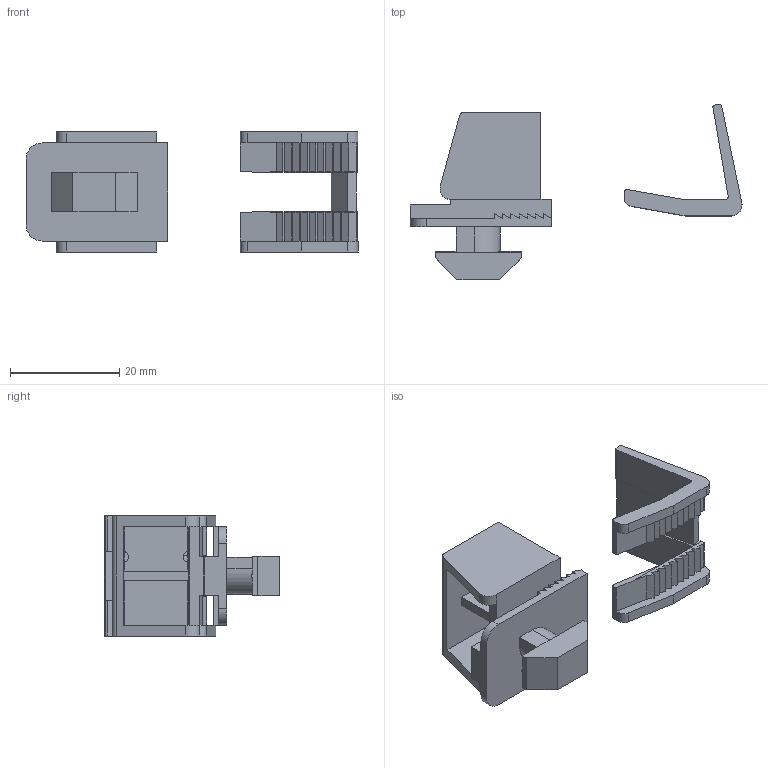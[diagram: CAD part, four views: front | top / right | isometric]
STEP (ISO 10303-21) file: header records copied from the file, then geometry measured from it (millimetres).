
FILE_DESCRIPTION(/* description */ ('KriTec Klemm-Multiblock 8 PA'),/* implementation_level */ '2;1');
FILE_NAME(/* name */ '22595_KriTec Klemm_Multiblock_8_PA.stp',/* time_stamp */ '2019-12-12T13:16:03+01:00',/* author */ ('Steiner'),/* organization */ (''),/* preprocessor_version */ 'ST-DEVELOPER v17',/* originating_system */ 'Autodesk Inventor 2018',/* authorisation */ ' ');
FILE_SCHEMA (('AUTOMOTIVE_DESIGN { 1 0 10303 214 3 1 1 }'));
Length unit declared in the file: millimetre
Products named in the file (3): 22595; KriTec Klemm-Multiblock 8 PA_1; KriTec Klemm-Multiblock 8 PA_2
Assembly tree (2 placements, depth 2):
  22595
    KriTec Klemm-Multiblock 8 PA_1
    KriTec Klemm-Multiblock 8 PA_2
Bounding box: 60.85 x 32.15 x 22 mm (x, y, z)
Volume: 5982.4 mm3; surface area: 6432.3 mm2
Topology: 2 solids, 2 shells, 187 faces, 542 edges, 358 vertices
Faces by surface type: plane 157, cylinder 30
Full cylindrical faces by diameter (mm): 2 x2
Entity records: 6230 total; most frequent: CARTESIAN_POINT 1111, ORIENTED_EDGE 1084, DIRECTION 996, EDGE_CURVE 542, LINE 470, VECTOR 470, VERTEX_POINT 358, AXIS2_PLACEMENT_3D 263
